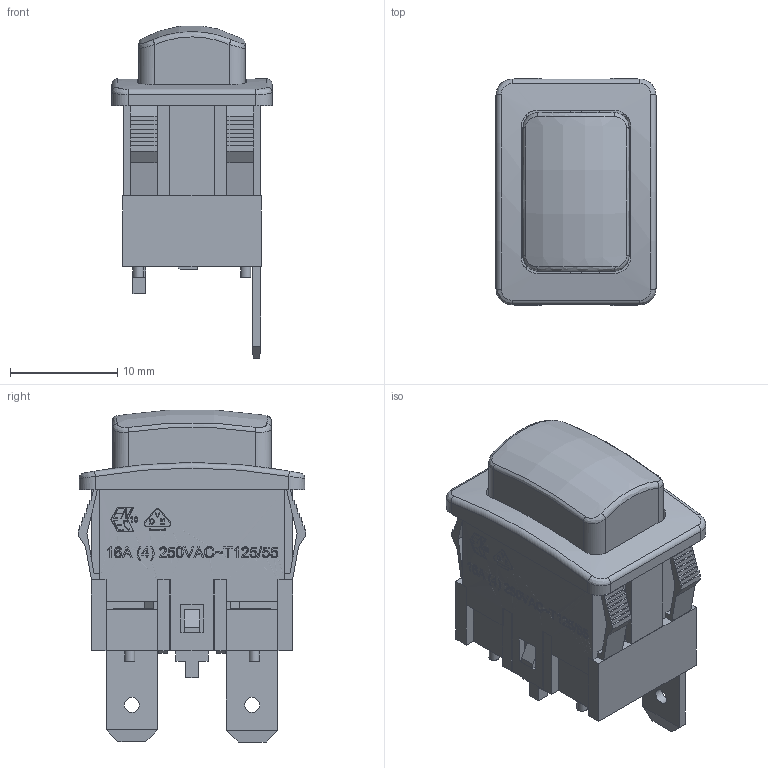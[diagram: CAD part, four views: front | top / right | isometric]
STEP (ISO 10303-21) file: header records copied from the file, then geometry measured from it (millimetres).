
FILE_DESCRIPTION((' '),'2;1');
FILE_NAME('PA411Cxx00.stp','2017-07-27T08:11:07',(' '),(' '),' ','ACIS',' ');
FILE_SCHEMA(('CONFIG_CONTROL_DESIGN'));
Length unit declared in the file: inch
Products named in the file (1): PA411Cxx00.stp
Bounding box: 14.9 x 21.2 x 30.91 mm (x, y, z)
Volume: 2490.8 mm3; surface area: 5831.1 mm2
Topology: 1 solids, 1 shells, 1405 faces, 3709 edges, 2345 vertices
Faces by surface type: plane 1040, bspline 273, cylinder 88, torus 4
Full cylindrical faces by diameter (mm): 0.95 x4, 1.4 x2, 2.5 x1, 3 x1
Entity records: 44946 total; most frequent: CARTESIAN_POINT 11946, ORIENTED_EDGE 7392, DIRECTION 5615, EDGE_CURVE 3696, VECTOR 2941, LINE 2941, VERTEX_POINT 2342, EDGE_LOOP 1530
